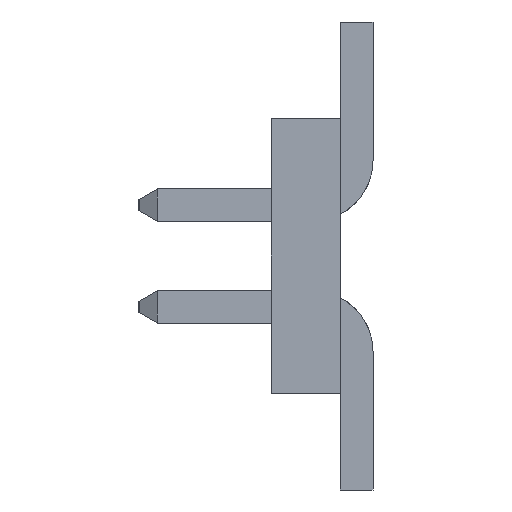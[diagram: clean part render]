
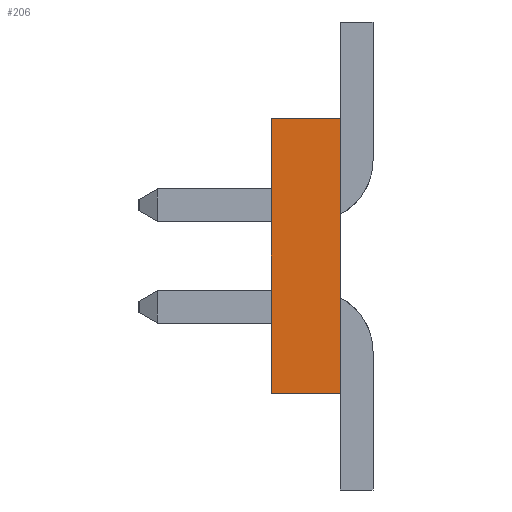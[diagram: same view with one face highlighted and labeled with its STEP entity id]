
A CAD part, left-side view. The second image highlights one B-rep face of the part: STEP entity #206.
In plain terms, the highlighted planar face has unit normal (-1, 0, 0).
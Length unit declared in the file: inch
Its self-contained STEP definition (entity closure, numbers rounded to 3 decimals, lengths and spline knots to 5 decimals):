
#206 = ADVANCED_FACE( '', ( #1060 ), #1061, .F. );
#1060 = FACE_OUTER_BOUND( '', #2765, .T. );
#1061 = PLANE( '', #2766 );
#2765 = EDGE_LOOP( '', ( #4469, #4470, #4471, #4472 ) );
#2766 = AXIS2_PLACEMENT_3D( '', #4473, #4474, #4475 );
#4469 = ORIENTED_EDGE( '', *, *, #11621, .T. );
#4470 = ORIENTED_EDGE( '', *, *, #11622, .F. );
#4471 = ORIENTED_EDGE( '', *, *, #11623, .F. );
#4472 = ORIENTED_EDGE( '', *, *, #11624, .T. );
#4473 = CARTESIAN_POINT( '', ( -0.75, 0.034, -0.0675 ) );
#4474 = DIRECTION( '', ( 1., 0., 0. ) );
#4475 = DIRECTION( '', ( 0., 0., -1. ) );
#11621 = EDGE_CURVE( '', #13919, #13920, #13921, .T. );
#11622 = EDGE_CURVE( '', #13922, #13920, #13923, .T. );
#11623 = EDGE_CURVE( '', #13924, #13922, #13925, .T. );
#11624 = EDGE_CURVE( '', #13924, #13919, #13926, .T. );
#13919 = VERTEX_POINT( '', #17669 );
#13920 = VERTEX_POINT( '', #17670 );
#13921 = LINE( '', #17671, #17672 );
#13922 = VERTEX_POINT( '', #17673 );
#13923 = LINE( '', #17674, #17675 );
#13924 = VERTEX_POINT( '', #17676 );
#13925 = LINE( '', #17677, #17678 );
#13926 = LINE( '', #17679, #17680 );
#17669 = CARTESIAN_POINT( '', ( -0.75, 0., -0.0675 ) );
#17670 = CARTESIAN_POINT( '', ( -0.75, 0., 0.0675 ) );
#17671 = CARTESIAN_POINT( '', ( -0.75, 0., -0.0675 ) );
#17672 = VECTOR( '', #23477, 39.37008 );
#17673 = CARTESIAN_POINT( '', ( -0.75, 0.034, 0.0675 ) );
#17674 = CARTESIAN_POINT( '', ( -0.75, 0.034, 0.0675 ) );
#17675 = VECTOR( '', #23478, 39.37008 );
#17676 = CARTESIAN_POINT( '', ( -0.75, 0.034, -0.0675 ) );
#17677 = CARTESIAN_POINT( '', ( -0.75, 0.034, -0.0675 ) );
#17678 = VECTOR( '', #23479, 39.37008 );
#17679 = CARTESIAN_POINT( '', ( -0.75, 0.034, -0.0675 ) );
#17680 = VECTOR( '', #23480, 39.37008 );
#23477 = DIRECTION( '', ( 0., 0., 1. ) );
#23478 = DIRECTION( '', ( 0., -1., 0. ) );
#23479 = DIRECTION( '', ( 0., 0., 1. ) );
#23480 = DIRECTION( '', ( 0., -1., 0. ) );
